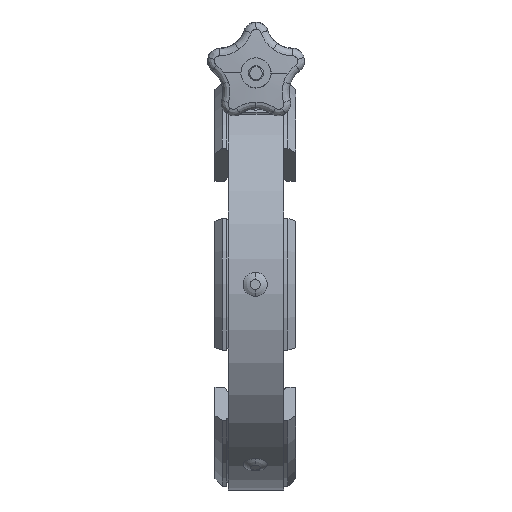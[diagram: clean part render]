
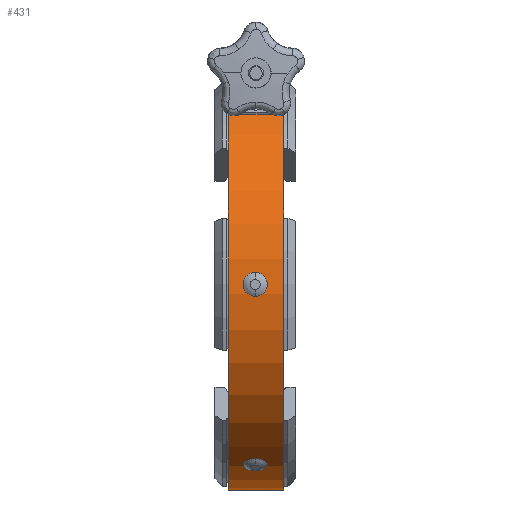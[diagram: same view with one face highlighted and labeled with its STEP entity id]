
A CAD part, left-side view. The second image highlights one B-rep face of the part: STEP entity #431.
In plain terms, the highlighted cylindrical face has radius 81.669 mm (diameter 163.338 mm), a partial arc.
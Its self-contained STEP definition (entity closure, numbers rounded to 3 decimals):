
#431=ADVANCED_FACE('',(#800),#799,.T.);
#799=CYLINDRICAL_SURFACE('',#2672,81.669);
#800=FACE_OUTER_BOUND('',#2673,.T.);
#2669=CARTESIAN_POINT('',(0.,1000.,0.));
#2670=DIRECTION('',(0.,1.,0.));
#2671=DIRECTION('',(0.,0.,1.));
#2672=AXIS2_PLACEMENT_3D('',#2669,#2670,#2671);
#2673=EDGE_LOOP('',(#6602,#6603,#6604,#6605,#6606,#6607));
#6602=ORIENTED_EDGE('',*,*,#7482,.F.);
#6603=ORIENTED_EDGE('',*,*,#7458,.T.);
#6604=ORIENTED_EDGE('',*,*,#7534,.F.);
#6605=ORIENTED_EDGE('',*,*,#7462,.T.);
#6606=ORIENTED_EDGE('',*,*,#7491,.T.);
#6607=ORIENTED_EDGE('',*,*,#7502,.T.);
#7458=EDGE_CURVE('',#7992,#7993,#7994,.T.);
#7462=EDGE_CURVE('',#8020,#8021,#8022,.T.);
#7482=EDGE_CURVE('',#7992,#8159,#8160,.T.);
#7491=EDGE_CURVE('',#8021,#8214,#8221,.T.);
#7502=EDGE_CURVE('',#8214,#8159,#8296,.T.);
#7534=EDGE_CURVE('',#8020,#7993,#8504,.T.);
#7992=VERTEX_POINT('',#11192);
#7993=VERTEX_POINT('',#11193);
#7994=(BOUNDED_CURVE() B_SPLINE_CURVE(2,(#11194,#11195,#11196),.UNSPECIFIED.,.F.,.F.) B_SPLINE_CURVE_WITH_KNOTS((3,3),(4.639,4.651),.UNSPECIFIED.) CURVE() GEOMETRIC_REPRESENTATION_ITEM() RATIONAL_B_SPLINE_CURVE((1.,1.,1.)) REPRESENTATION_ITEM('') );
#8020=VERTEX_POINT('',#11208);
#8021=VERTEX_POINT('',#11209);
#8022=(BOUNDED_CURVE() B_SPLINE_CURVE(2,(#11210,#11211,#11212),.UNSPECIFIED.,.F.,.F.) B_SPLINE_CURVE_WITH_KNOTS((3,3),(1.497,1.51),.UNSPECIFIED.) CURVE() GEOMETRIC_REPRESENTATION_ITEM() RATIONAL_B_SPLINE_CURVE((1.,1.,1.)) REPRESENTATION_ITEM('') );
#8159=VERTEX_POINT('',#11293);
#8160=CIRCLE('',#11297,81.669);
#8214=VERTEX_POINT('',#11330);
#8221=CIRCLE('',#11337,81.669);
#8296=LINE('',#11384,#11385);
#8504=LINE('',#11539,#11540);
#11192=CARTESIAN_POINT('',(-45.088,0.,68.095));
#11193=CARTESIAN_POINT('',(-45.92,1.,67.536));
#11194=CARTESIAN_POINT('',(-45.088,0.,68.095));
#11195=CARTESIAN_POINT('',(-45.506,0.5,67.818));
#11196=CARTESIAN_POINT('',(-45.92,1.,67.536));
#11208=CARTESIAN_POINT('',(-45.92,21.,67.536));
#11209=CARTESIAN_POINT('',(-45.088,22.,68.095));
#11210=CARTESIAN_POINT('',(-45.92,21.,67.536));
#11211=CARTESIAN_POINT('',(-45.506,21.5,67.818));
#11212=CARTESIAN_POINT('',(-45.088,22.,68.095));
#11293=CARTESIAN_POINT('',(40.835,0.,70.727));
#11294=CARTESIAN_POINT('',(0.,0.,0.));
#11295=DIRECTION('',(0.,-1.,0.));
#11296=DIRECTION('',(0.5,0.,0.866));
#11297=AXIS2_PLACEMENT_3D('',#11294,#11295,#11296);
#11330=CARTESIAN_POINT('',(40.835,22.,70.727));
#11334=CARTESIAN_POINT('',(0.,22.,0.));
#11335=DIRECTION('',(0.,-1.,0.));
#11336=DIRECTION('',(0.5,0.,0.866));
#11337=AXIS2_PLACEMENT_3D('',#11334,#11335,#11336);
#11384=CARTESIAN_POINT('',(40.835,22.,70.727));
#11385=VECTOR('',#11386,22.);
#11386=DIRECTION('',(0.,-1.,0.));
#11539=CARTESIAN_POINT('',(-45.92,21.,67.536));
#11540=VECTOR('',#11541,20.);
#11541=DIRECTION('',(0.,-1.,0.));
